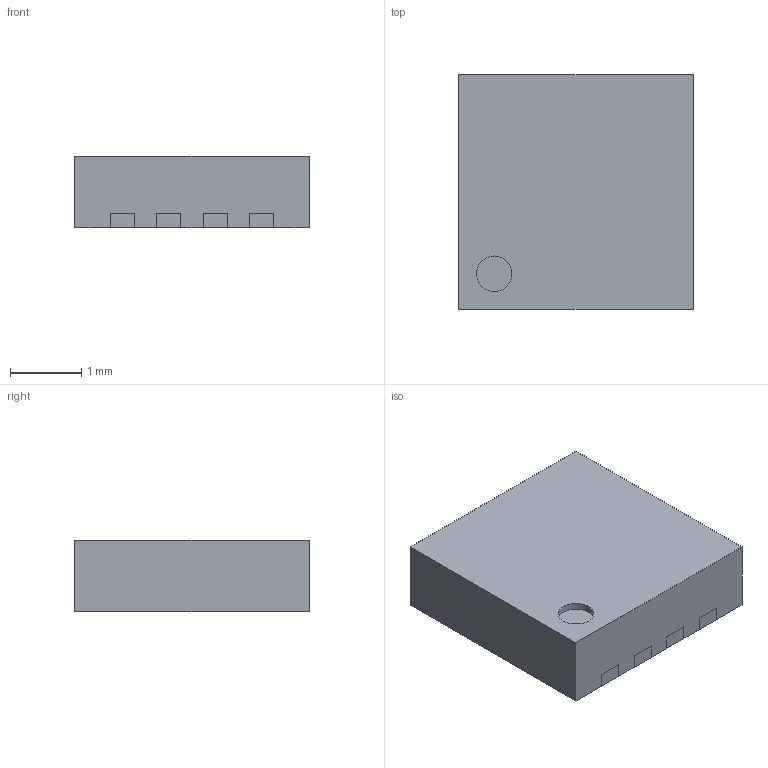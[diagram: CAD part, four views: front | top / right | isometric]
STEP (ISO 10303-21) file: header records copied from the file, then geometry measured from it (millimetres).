
FILE_DESCRIPTION (( 'STEP AP214' ), '1' );
FILE_NAME ('PG-TSDSON-8.STEP', '2021-12-13T07:15:23', ( '' ), ( '' ), 'SwSTEP 2.0', 'SolidWorks 2018', '' );
FILE_SCHEMA (( 'AUTOMOTIVE_DESIGN' ));
Length unit declared in the file: millimetre
Products named in the file (3): PG-TSDSON-8_contacts; PG-TSDSON-8; PG-TSDSON-8_pack
Assembly tree (2 placements, depth 2):
  PG-TSDSON-8
    PG-TSDSON-8_pack
    PG-TSDSON-8_contacts
Bounding box: 3.3 x 3.3 x 1 mm (x, y, z)
Volume: 10.9 mm3; surface area: 52.3 mm2
Topology: 4 solids, 4 shells, 79 faces, 210 edges, 140 vertices
Faces by surface type: plane 77, cylinder 2
Entity records: 3405 total; most frequent: CARTESIAN_POINT 434, ORIENTED_EDGE 420, DIRECTION 382, EDGE_CURVE 210, VECTOR 206, LINE 206, VERTEX_POINT 140, AXIS2_PLACEMENT_3D 88
